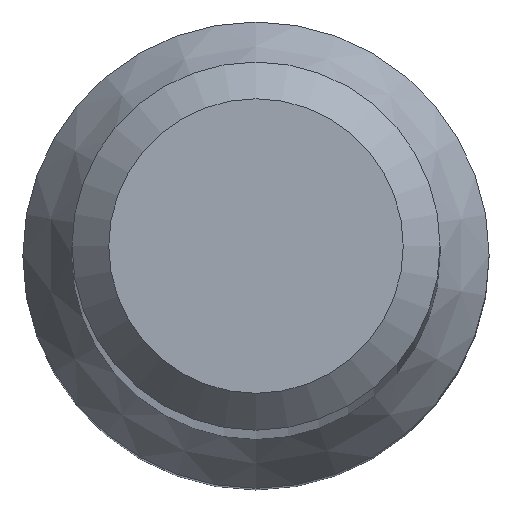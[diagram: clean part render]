
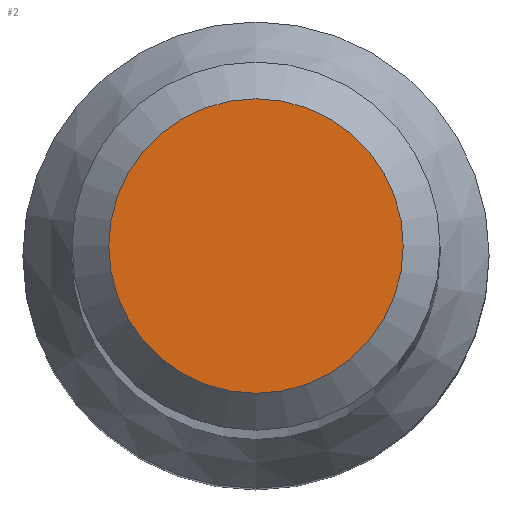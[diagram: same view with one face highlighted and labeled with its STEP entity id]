
A CAD part, top view. The second image highlights one B-rep face of the part: STEP entity #2.
In plain terms, the highlighted planar face has unit normal (0, 0, 1).
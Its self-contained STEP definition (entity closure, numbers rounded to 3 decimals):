
#2 = ADVANCED_FACE ( 'NONE', ( #154 ), #169, .F. ) ;
#10 = EDGE_LOOP ( 'NONE', ( #219 ) ) ;
#11 = AXIS2_PLACEMENT_3D ( 'NONE', #24, #225, #185 ) ;
#20 = DIRECTION ( 'NONE',  ( 0., 0., -1. ) ) ;
#24 = CARTESIAN_POINT ( 'NONE',  ( 0., 0., 101. ) ) ;
#34 = EDGE_CURVE ( 'NONE', #122, #122, #107, .T. ) ;
#91 = CARTESIAN_POINT ( 'NONE',  ( 0., 2.4, 101. ) ) ;
#97 = DIRECTION ( 'NONE',  ( 0., 1., 0. ) ) ;
#107 = CIRCLE ( 'NONE', #11, 2.4 ) ;
#122 = VERTEX_POINT ( 'NONE', #91 ) ;
#154 = FACE_OUTER_BOUND ( 'NONE', #10, .T. ) ;
#169 = PLANE ( 'NONE',  #189 ) ;
#185 = DIRECTION ( 'NONE',  ( 0., 1., 0. ) ) ;
#189 = AXIS2_PLACEMENT_3D ( 'NONE', #240, #20, #97 ) ;
#219 = ORIENTED_EDGE ( 'NONE', *, *, #34, .F. ) ;
#225 = DIRECTION ( 'NONE',  ( 0., 0., -1. ) ) ;
#240 = CARTESIAN_POINT ( 'NONE',  ( 0., 0., 101. ) ) ;
